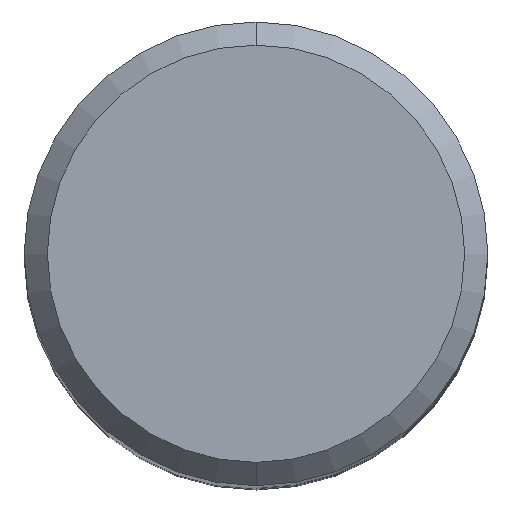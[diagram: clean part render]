
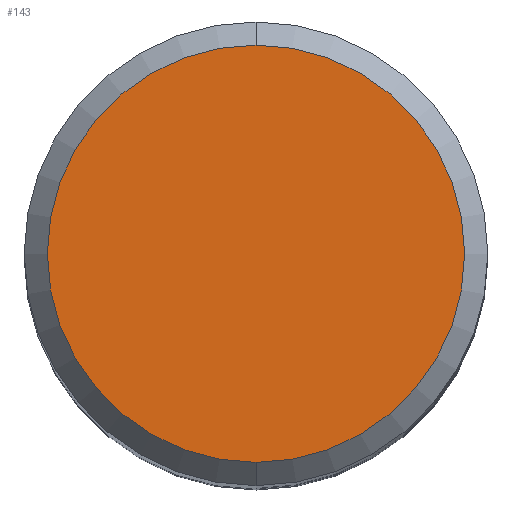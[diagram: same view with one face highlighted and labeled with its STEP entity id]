
A CAD part, top view. The second image highlights one B-rep face of the part: STEP entity #143.
In plain terms, the highlighted planar face has unit normal (0, 0, 1).
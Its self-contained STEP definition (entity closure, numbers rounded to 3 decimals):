
#143=ADVANCED_FACE('',(#347),#348,.T.);
#187=EDGE_CURVE('',#231,#275,#394,.T.);
#201=EDGE_CURVE('',#275,#231,#408,.T.);
#231=VERTEX_POINT('',#445);
#275=VERTEX_POINT('',#498);
#347=FACE_OUTER_BOUND('',#575,.T.);
#348=PLANE('',#576);
#394=CIRCLE('',#635,9.0);
#408=CIRCLE('',#655,9.0);
#445=CARTESIAN_POINT('',(0.,-9.0,0.0));
#498=CARTESIAN_POINT('',(0.0,9.0,0.0));
#575=EDGE_LOOP('',(#833,#834));
#576=AXIS2_PLACEMENT_3D('',#835,#836,#837);
#635=AXIS2_PLACEMENT_3D('',#884,#885,#886);
#655=AXIS2_PLACEMENT_3D('',#892,#893,#894);
#833=ORIENTED_EDGE('',*,*,#201,.F.);
#834=ORIENTED_EDGE('',*,*,#187,.F.);
#835=CARTESIAN_POINT('',(0.0,4.5,0.0));
#836=DIRECTION('',(-0.0,0.0,1.0));
#837=DIRECTION('',(0.0,-1.0,0.0));
#884=CARTESIAN_POINT('',(0.0,0.0,0.0));
#885=DIRECTION('',(0.0,0.0,-1.0));
#886=DIRECTION('',(0.0,1.0,0.0));
#892=CARTESIAN_POINT('',(0.0,0.0,0.0));
#893=DIRECTION('',(0.0,0.0,-1.0));
#894=DIRECTION('',(0.0,1.0,0.0));
